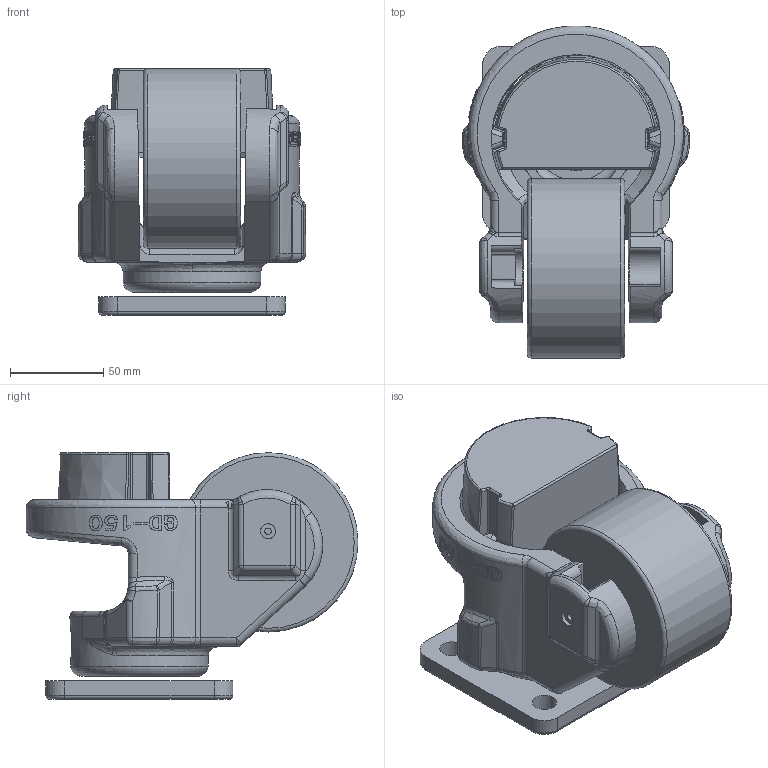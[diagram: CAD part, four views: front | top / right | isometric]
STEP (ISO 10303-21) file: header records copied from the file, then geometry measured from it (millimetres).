
FILE_DESCRIPTION(/* description */ (''),/* implementation_level */ '2;1');
FILE_NAME(/* name */ '8.7-150.stp',/* time_stamp */ '2019-08-17T10:18:27+08:00',/* author */ (''),/* organization */ (''),/* preprocessor_version */ 'ST-DEVELOPER v16',/* originating_system */ 'SIEMENS PLM Software NX 10.0',/* authorisation */ '');
FILE_SCHEMA (('AUTOMOTIVE_DESIGN { 1 0 10303 214 3 1 1 1 }'));
Length unit declared in the file: millimetre
Products named in the file (1): Admi11D05DBEcxm5
Bounding box: 121.63 x 177.7 x 132 mm (x, y, z)
Volume: 1049082.9 mm3; surface area: 146886.2 mm2
Topology: 8 solids, 8 shells, 516 faces, 1273 edges, 762 vertices
Faces by surface type: cylinder 149, plane 124, bspline 108, extrusion 78, sphere 22, torus 19, cone 14, revolution 2
Full cylindrical faces by diameter (mm): 3.5 x2, 8 x2, 13 x4, 96 x1
Entity records: 19236 total; most frequent: CARTESIAN_POINT 9373, ORIENTED_EDGE 2442, DIRECTION 1346, EDGE_CURVE 1221, VERTEX_POINT 752, B_SPLINE_CURVE_WITH_KNOTS 747, EDGE_LOOP 563, AXIS2_PLACEMENT_3D 520
